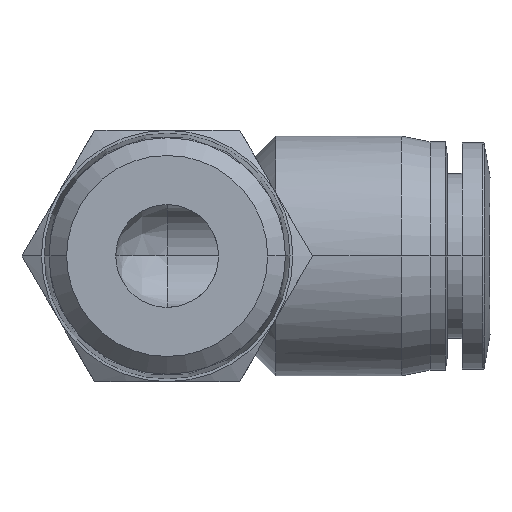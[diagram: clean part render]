
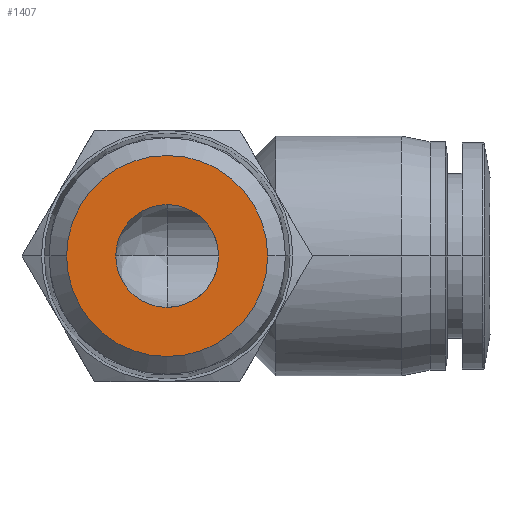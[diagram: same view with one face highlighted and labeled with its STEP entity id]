
A CAD part, front view. The second image highlights one B-rep face of the part: STEP entity #1407.
In plain terms, the highlighted planar face has unit normal (0, -1, 0).
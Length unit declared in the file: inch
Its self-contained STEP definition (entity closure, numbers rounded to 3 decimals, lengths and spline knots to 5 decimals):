
#446 = EDGE_CURVE ( 'NONE', #3235, #1203, #1946, .T. ) ;
#458 = AXIS2_PLACEMENT_3D ( 'NONE', #546, #530, #509 ) ;
#505 = DIRECTION ( 'NONE',  ( -1., 0., 0. ) ) ;
#509 = DIRECTION ( 'NONE',  ( 1., 0., 0. ) ) ;
#513 = DIRECTION ( 'NONE',  ( 0., 1., 0. ) ) ;
#526 = CARTESIAN_POINT ( 'NONE',  ( 0., -1.67323, 0. ) ) ;
#530 = DIRECTION ( 'NONE',  ( 0., -1., 0. ) ) ;
#546 = CARTESIAN_POINT ( 'NONE',  ( -0.17317, -1.67323, 0. ) ) ;
#850 = PLANE ( 'NONE',  #458 ) ;
#1027 = DIRECTION ( 'NONE',  ( 0., -1., 0. ) ) ;
#1033 = FACE_BOUND ( 'NONE', #1078, .T. ) ;
#1056 = AXIS2_PLACEMENT_3D ( 'NONE', #526, #513, #505 ) ;
#1078 = EDGE_LOOP ( 'NONE', ( #2956, #2352 ) ) ;
#1203 = VERTEX_POINT ( 'NONE', #1375 ) ;
#1348 = CIRCLE ( 'NONE', #1437, 0.17717 ) ;
#1366 = CARTESIAN_POINT ( 'NONE',  ( 0., -1.67323, 0. ) ) ;
#1375 = CARTESIAN_POINT ( 'NONE',  ( 0.34633, -1.67323, 0. ) ) ;
#1407 = ADVANCED_FACE ( 'NONE', ( #1033, #2059 ), #850, .T. ) ;
#1437 = AXIS2_PLACEMENT_3D ( 'NONE', #3965, #2034, #4279 ) ;
#1457 = CARTESIAN_POINT ( 'NONE',  ( 0.17717, -1.67323, 0. ) ) ;
#1677 = CARTESIAN_POINT ( 'NONE',  ( -0.17717, -1.67323, 0. ) ) ;
#1716 = EDGE_CURVE ( 'NONE', #3891, #1884, #1855, .T. ) ;
#1855 = CIRCLE ( 'NONE', #1056, 0.17717 ) ;
#1884 = VERTEX_POINT ( 'NONE', #1457 ) ;
#1946 = CIRCLE ( 'NONE', #3866, 0.34633 ) ;
#2009 = CARTESIAN_POINT ( 'NONE',  ( -0.34633, -1.67323, 0. ) ) ;
#2034 = DIRECTION ( 'NONE',  ( 0., 1., 0. ) ) ;
#2059 = FACE_OUTER_BOUND ( 'NONE', #3929, .T. ) ;
#2118 = AXIS2_PLACEMENT_3D ( 'NONE', #3054, #1027, #3378 ) ;
#2163 = EDGE_CURVE ( 'NONE', #1884, #3891, #1348, .T. ) ;
#2260 = EDGE_CURVE ( 'NONE', #1203, #3235, #3968, .T. ) ;
#2352 = ORIENTED_EDGE ( 'NONE', *, *, #2163, .T. ) ;
#2459 = DIRECTION ( 'NONE',  ( 0., -1., 0. ) ) ;
#2476 = DIRECTION ( 'NONE',  ( -1., 0., 0. ) ) ;
#2956 = ORIENTED_EDGE ( 'NONE', *, *, #1716, .T. ) ;
#3054 = CARTESIAN_POINT ( 'NONE',  ( 0., -1.67323, 0. ) ) ;
#3094 = ORIENTED_EDGE ( 'NONE', *, *, #2260, .T. ) ;
#3235 = VERTEX_POINT ( 'NONE', #2009 ) ;
#3378 = DIRECTION ( 'NONE',  ( -1., 0., 0. ) ) ;
#3468 = ORIENTED_EDGE ( 'NONE', *, *, #446, .T. ) ;
#3866 = AXIS2_PLACEMENT_3D ( 'NONE', #1366, #2459, #2476 ) ;
#3891 = VERTEX_POINT ( 'NONE', #1677 ) ;
#3929 = EDGE_LOOP ( 'NONE', ( #3468, #3094 ) ) ;
#3965 = CARTESIAN_POINT ( 'NONE',  ( 0., -1.67323, 0. ) ) ;
#3968 = CIRCLE ( 'NONE', #2118, 0.34633 ) ;
#4279 = DIRECTION ( 'NONE',  ( -1., 0., 0. ) ) ;
